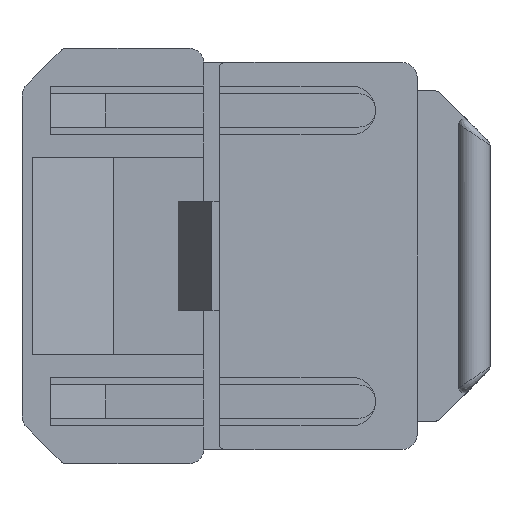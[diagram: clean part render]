
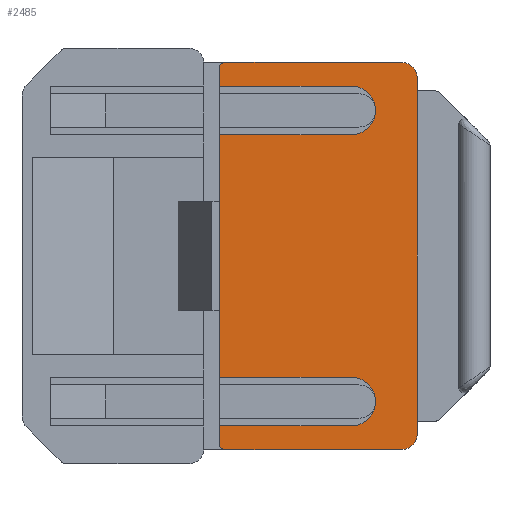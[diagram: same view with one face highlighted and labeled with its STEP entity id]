
A CAD part, front view. The second image highlights one B-rep face of the part: STEP entity #2485.
In plain terms, the highlighted planar face has unit normal (0, -1, 0).
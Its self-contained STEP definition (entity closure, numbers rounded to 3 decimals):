
#664=DIRECTION('',(1.,0.,0.));
#665=VECTOR('',#664,34.);
#666=CARTESIAN_POINT('',(-18.,0.,37.25));
#667=LINE('',#666,#665);
#704=DIRECTION('',(1.,0.,0.));
#705=VECTOR('',#704,25.3);
#706=CARTESIAN_POINT('',(-19.,0.,-32.7));
#707=LINE('',#706,#705);
#711=DIRECTION('',(1.,0.,0.));
#712=VECTOR('',#711,25.3);
#713=CARTESIAN_POINT('',(-19.,0.,-23.3));
#714=LINE('',#713,#712);
#718=DIRECTION('',(0.,0.,1.));
#719=VECTOR('',#718,46.6);
#720=CARTESIAN_POINT('',(-19.,0.,-23.3));
#721=LINE('',#720,#719);
#725=DIRECTION('',(1.,0.,0.));
#726=VECTOR('',#725,25.3);
#727=CARTESIAN_POINT('',(-19.,0.,23.3));
#728=LINE('',#727,#726);
#732=DIRECTION('',(1.,0.,0.));
#733=VECTOR('',#732,25.3);
#734=CARTESIAN_POINT('',(-19.,0.,32.7));
#735=LINE('',#734,#733);
#739=DIRECTION('',(0.,0.,1.));
#740=VECTOR('',#739,3.55);
#741=CARTESIAN_POINT('',(-19.,0.,32.7));
#742=LINE('',#741,#740);
#746=CARTESIAN_POINT('',(-18.,0.,36.25));
#747=DIRECTION('',(0.,-1.,0.));
#748=DIRECTION('',(0.,0.,1.));
#749=AXIS2_PLACEMENT_3D('',#746,#747,#748);
#754=CARTESIAN_POINT('',(16.,0.,34.25));
#755=DIRECTION('',(0.,-1.,0.));
#756=DIRECTION('',(1.,0.,0.));
#757=AXIS2_PLACEMENT_3D('',#754,#755,#756);
#762=DIRECTION('',(0.,0.,-1.));
#763=VECTOR('',#762,68.5);
#764=CARTESIAN_POINT('',(19.,0.,34.25));
#765=LINE('',#764,#763);
#769=CARTESIAN_POINT('',(16.,0.,-34.25));
#770=DIRECTION('',(0.,-1.,0.));
#771=DIRECTION('',(0.,0.,-1.));
#772=AXIS2_PLACEMENT_3D('',#769,#770,#771);
#777=CARTESIAN_POINT('',(-18.,0.,-36.25));
#778=DIRECTION('',(0.,-1.,0.));
#779=DIRECTION('',(-1.,0.,0.));
#780=AXIS2_PLACEMENT_3D('',#777,#778,#779);
#785=DIRECTION('',(0.,0.,1.));
#786=VECTOR('',#785,3.55);
#787=CARTESIAN_POINT('',(-19.,0.,-36.25));
#788=LINE('',#787,#786);
#815=CARTESIAN_POINT('',(6.3,0.,-28.));
#816=DIRECTION('',(0.,1.,0.));
#817=DIRECTION('',(0.,0.,1.));
#818=AXIS2_PLACEMENT_3D('',#815,#816,#817);
#1281=DIRECTION('',(1.,0.,0.));
#1282=VECTOR('',#1281,34.);
#1283=CARTESIAN_POINT('',(-18.,0.,-37.25));
#1284=LINE('',#1283,#1282);
#1519=CARTESIAN_POINT('',(6.3,0.,28.));
#1520=DIRECTION('',(0.,1.,0.));
#1521=DIRECTION('',(0.,0.,1.));
#1522=AXIS2_PLACEMENT_3D('',#1519,#1520,#1521);
#1872=CARTESIAN_POINT('',(-19.,0.,23.3));
#1873=VERTEX_POINT('',#1872);
#1874=CARTESIAN_POINT('',(-19.,0.,32.7));
#1876=VERTEX_POINT('',#1874);
#1930=CARTESIAN_POINT('',(-19.,0.,-32.7));
#1932=VERTEX_POINT('',#1930);
#1952=CARTESIAN_POINT('',(-19.,0.,-23.3));
#1953=VERTEX_POINT('',#1952);
#1986=CARTESIAN_POINT('',(19.,0.,34.25));
#1987=CARTESIAN_POINT('',(16.,0.,37.25));
#1988=VERTEX_POINT('',#1986);
#1989=VERTEX_POINT('',#1987);
#1990=CARTESIAN_POINT('',(16.,0.,-37.25));
#1991=CARTESIAN_POINT('',(19.,0.,-34.25));
#1992=VERTEX_POINT('',#1990);
#1993=VERTEX_POINT('',#1991);
#2038=CARTESIAN_POINT('',(-18.,0.,37.25));
#2039=CARTESIAN_POINT('',(-19.,0.,36.25));
#2040=VERTEX_POINT('',#2038);
#2041=VERTEX_POINT('',#2039);
#2046=CARTESIAN_POINT('',(-19.,0.,-36.25));
#2048=VERTEX_POINT('',#2046);
#2050=CARTESIAN_POINT('',(-18.,0.,-37.25));
#2051=VERTEX_POINT('',#2050);
#2054=CARTESIAN_POINT('',(6.3,0.,32.7));
#2056=VERTEX_POINT('',#2054);
#2058=CARTESIAN_POINT('',(6.3,0.,23.3));
#2060=VERTEX_POINT('',#2058);
#2075=CARTESIAN_POINT('',(6.3,0.,-32.7));
#2077=VERTEX_POINT('',#2075);
#2079=CARTESIAN_POINT('',(6.3,0.,-23.3));
#2081=VERTEX_POINT('',#2079);
#2448=CARTESIAN_POINT('',(-19.,0.,0.));
#2449=DIRECTION('',(0.,-1.,0.));
#2450=DIRECTION('',(1.,0.,0.));
#2451=AXIS2_PLACEMENT_3D('',#2448,#2449,#2450);
#2452=PLANE('',#2451);
#2454=ORIENTED_EDGE('',*,*,#2453,.T.);
#2456=ORIENTED_EDGE('',*,*,#2455,.F.);
#2458=ORIENTED_EDGE('',*,*,#2457,.F.);
#2460=ORIENTED_EDGE('',*,*,#2459,.T.);
#2462=ORIENTED_EDGE('',*,*,#2461,.T.);
#2464=ORIENTED_EDGE('',*,*,#2463,.F.);
#2466=ORIENTED_EDGE('',*,*,#2465,.F.);
#2468=ORIENTED_EDGE('',*,*,#2467,.T.);
#2470=ORIENTED_EDGE('',*,*,#2469,.F.);
#2471=ORIENTED_EDGE('',*,*,#2411,.T.);
#2472=ORIENTED_EDGE('',*,*,#2103,.F.);
#2474=ORIENTED_EDGE('',*,*,#2473,.T.);
#2476=ORIENTED_EDGE('',*,*,#2475,.F.);
#2478=ORIENTED_EDGE('',*,*,#2477,.F.);
#2480=ORIENTED_EDGE('',*,*,#2479,.F.);
#2482=ORIENTED_EDGE('',*,*,#2481,.T.);
#2483=EDGE_LOOP('',(#2454,#2456,#2458,#2460,#2462,#2464,#2466,#2468,#2470,#2471,
#2472,#2474,#2476,#2478,#2480,#2482));
#2484=FACE_OUTER_BOUND('',#2483,.F.);
#750=CIRCLE('',#749,1.);
#758=CIRCLE('',#757,3.);
#773=CIRCLE('',#772,3.);
#781=CIRCLE('',#780,1.);
#819=CIRCLE('',#818,4.7);
#1523=CIRCLE('',#1522,4.7);
#2103=EDGE_CURVE('',#1988,#1989,#758,.T.);
#2411=EDGE_CURVE('',#2040,#1989,#667,.T.);
#2453=EDGE_CURVE('',#1932,#2077,#707,.T.);
#2455=EDGE_CURVE('',#2081,#2077,#819,.T.);
#2457=EDGE_CURVE('',#1953,#2081,#714,.T.);
#2459=EDGE_CURVE('',#1953,#1873,#721,.T.);
#2461=EDGE_CURVE('',#1873,#2060,#728,.T.);
#2463=EDGE_CURVE('',#2056,#2060,#1523,.T.);
#2465=EDGE_CURVE('',#1876,#2056,#735,.T.);
#2467=EDGE_CURVE('',#1876,#2041,#742,.T.);
#2469=EDGE_CURVE('',#2040,#2041,#750,.T.);
#2473=EDGE_CURVE('',#1988,#1993,#765,.T.);
#2475=EDGE_CURVE('',#1992,#1993,#773,.T.);
#2477=EDGE_CURVE('',#2051,#1992,#1284,.T.);
#2479=EDGE_CURVE('',#2048,#2051,#781,.T.);
#2481=EDGE_CURVE('',#2048,#1932,#788,.T.);
#2485=ADVANCED_FACE('',(#2484),#2452,.T.);
